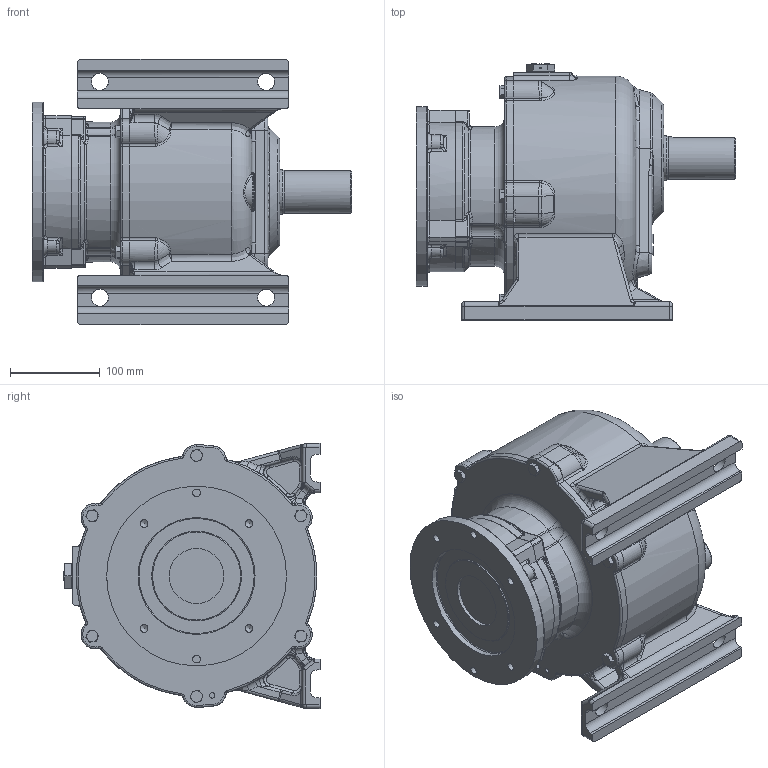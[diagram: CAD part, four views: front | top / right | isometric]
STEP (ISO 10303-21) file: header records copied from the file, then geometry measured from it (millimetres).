
FILE_DESCRIPTION (( 'STEP AP214' ), '1' );
FILE_NAME ('FN_FHI_1.5_R75.stp', '2022-06-23T00:15:49', ( 'Windows 餌辨濠' ), ( '' ), 'SwSTEP 2.0', 'SolidWorks 2021', '' );
FILE_SCHEMA (( 'AUTOMOTIVE_DESIGN' ));
Length unit declared in the file: millimetre
Products named in the file (1): FN_FHI_1.5_R75
Bounding box: 355 x 284.82 x 295 mm (x, y, z)
Volume: 12015676.9 mm3; surface area: 645157.6 mm2
Topology: 13 solids, 13 shells, 1136 faces, 2746 edges, 1635 vertices
Faces by surface type: plane 303, cylinder 297, bspline 287, torus 146, cone 91, sphere 12
Full cylindrical faces by diameter (mm): 1.5 x1, 6 x1, 6.8 x3, 8 x6, 8.376 x6, 8.5 x6, 9 x9, 11.6 x6, 18 x1, 19 x4, 26 x1, 48 x1, 50 x1, 54.8 x1, 61 x1, 68 x1, 72 x2, 98 x1, 130 x1, 200 x1, 237 x1, 246 x1, 251 x1
Entity records: 54447 total; most frequent: CARTESIAN_POINT 30650, ORIENTED_EDGE 5036, DIRECTION 4455, EDGE_CURVE 2518, AXIS2_PLACEMENT_3D 1788, VERTEX_POINT 1586, EDGE_LOOP 1350, FACE_OUTER_BOUND 1219
